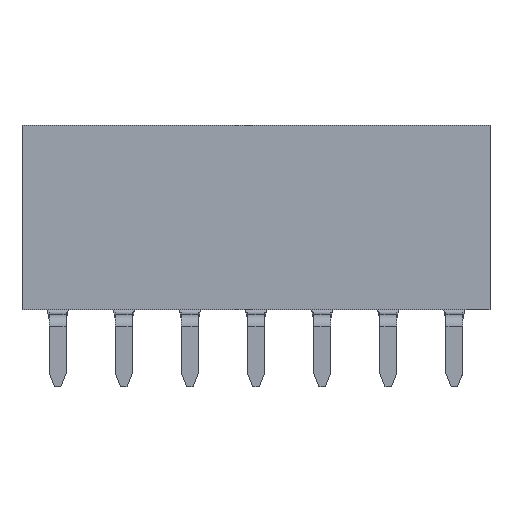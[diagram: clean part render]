
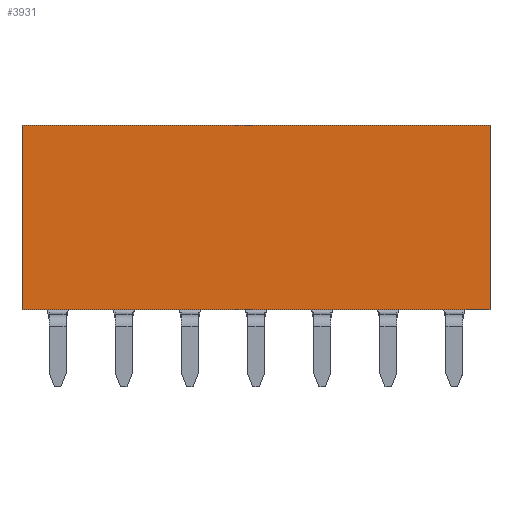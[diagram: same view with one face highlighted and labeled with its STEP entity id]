
A CAD part, front view. The second image highlights one B-rep face of the part: STEP entity #3931.
In plain terms, the highlighted planar face has unit normal (0, -1, 0).
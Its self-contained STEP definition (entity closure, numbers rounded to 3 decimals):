
#3892=CARTESIAN_POINT('',(0.,-2.5,0.));
#3893=DIRECTION('',(1.,0.,0.));
#3894=DIRECTION('',(0.,-1.,0.));
#3895=AXIS2_PLACEMENT_3D('',#3892,#3894,#3893);
#3896=PLANE('',#3895);
#3897=CARTESIAN_POINT('',(-8.99,-2.5,-3.55));
#3898=VERTEX_POINT('',#3897);
#3899=CARTESIAN_POINT('',(8.99,-2.5,-3.55));
#3900=VERTEX_POINT('',#3899);
#3901=CARTESIAN_POINT('',(-8.99,-2.5,-3.55));
#3902=DIRECTION('',(1.,0.,0.));
#3903=VECTOR('',#3902,17.98);
#3904=LINE('',#3901,#3903);
#3905=EDGE_CURVE('',#3898,#3900,#3904,.T.);
#3906=ORIENTED_EDGE('',*,*,#3905,.T.);
#3907=CARTESIAN_POINT('',(8.99,-2.5,3.55));
#3908=VERTEX_POINT('',#3907);
#3909=CARTESIAN_POINT('',(8.99,-2.5,3.55));
#3910=DIRECTION('',(0.,0.,-1.));
#3911=VECTOR('',#3910,7.1);
#3912=LINE('',#3909,#3911);
#3913=EDGE_CURVE('',#3908,#3900,#3912,.T.);
#3914=ORIENTED_EDGE('',*,*,#3913,.F.);
#3915=CARTESIAN_POINT('',(-8.99,-2.5,3.55));
#3916=VERTEX_POINT('',#3915);
#3917=CARTESIAN_POINT('',(8.99,-2.5,3.55));
#3918=DIRECTION('',(-1.,0.,0.));
#3919=VECTOR('',#3918,17.98);
#3920=LINE('',#3917,#3919);
#3921=EDGE_CURVE('',#3908,#3916,#3920,.T.);
#3922=ORIENTED_EDGE('',*,*,#3921,.T.);
#3923=CARTESIAN_POINT('',(-8.99,-2.5,3.55));
#3924=DIRECTION('',(0.,0.,-1.));
#3925=VECTOR('',#3924,7.1);
#3926=LINE('',#3923,#3925);
#3927=EDGE_CURVE('',#3916,#3898,#3926,.T.);
#3928=ORIENTED_EDGE('',*,*,#3927,.T.);
#3929=EDGE_LOOP('',(#3906,#3914,#3922,#3928));
#3930=FACE_OUTER_BOUND('',#3929,.T.);
#3931=ADVANCED_FACE('',(#3930),#3896,.T.);
